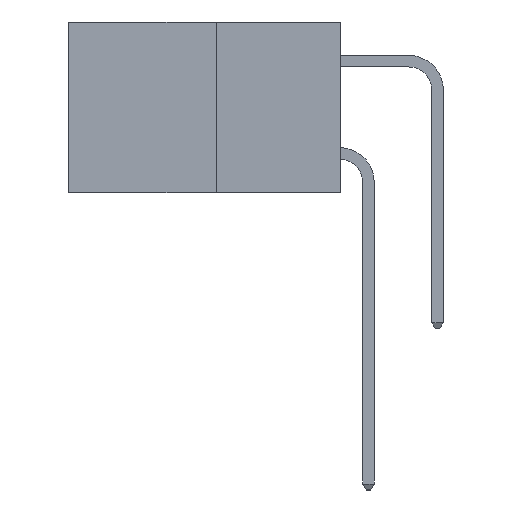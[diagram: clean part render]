
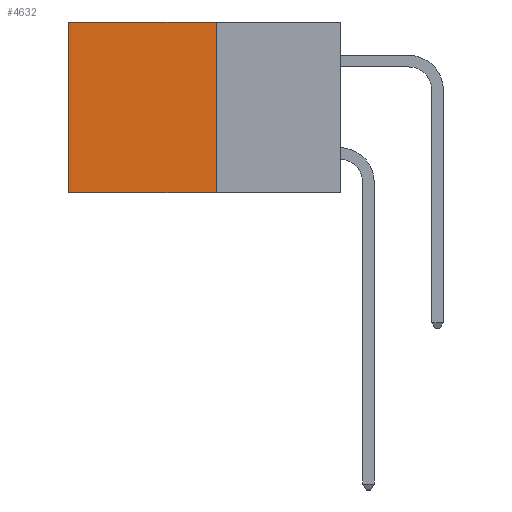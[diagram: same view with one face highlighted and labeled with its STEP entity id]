
A CAD part, left-side view. The second image highlights one B-rep face of the part: STEP entity #4632.
In plain terms, the highlighted planar face has unit normal (-1, 0, 0).
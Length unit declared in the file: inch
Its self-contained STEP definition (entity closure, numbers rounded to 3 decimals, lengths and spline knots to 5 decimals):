
#348 = DIRECTION ( 'NONE',  ( 0., 1., 0. ) ) ;
#600 = CARTESIAN_POINT ( 'NONE',  ( 0.277, 0.27, 0. ) ) ;
#823 = CARTESIAN_POINT ( 'NONE',  ( 0.277, 0.27, -0.37 ) ) ;
#891 = VERTEX_POINT ( 'NONE', #600 ) ;
#992 = EDGE_CURVE ( 'NONE', #2455, #3372, #4700, .T. ) ;
#1058 = DIRECTION ( 'NONE',  ( 0., 0., -1. ) ) ;
#1066 = DIRECTION ( 'NONE',  ( 1., 0., 0. ) ) ;
#1078 = CARTESIAN_POINT ( 'NONE',  ( 0.277, 0.27, -0.37 ) ) ;
#1246 = PLANE ( 'NONE',  #8793 ) ;
#1499 = ORIENTED_EDGE ( 'NONE', *, *, #7982, .F. ) ;
#2455 = VERTEX_POINT ( 'NONE', #4554 ) ;
#2500 = DIRECTION ( 'NONE',  ( 0., 1., 0. ) ) ;
#2713 = EDGE_LOOP ( 'NONE', ( #7586, #9605, #1499, #5796 ) ) ;
#2729 = EDGE_CURVE ( 'NONE', #891, #6533, #4953, .T. ) ;
#3372 = VERTEX_POINT ( 'NONE', #7602 ) ;
#4554 = CARTESIAN_POINT ( 'NONE',  ( 0.277, 0.27, -0.37 ) ) ;
#4632 = ADVANCED_FACE ( 'NONE', ( #9367 ), #1246, .F. ) ;
#4699 = VECTOR ( 'NONE', #348, 39.37008 ) ;
#4700 = LINE ( 'NONE', #823, #8569 ) ;
#4748 = VECTOR ( 'NONE', #10157, 39.37008 ) ;
#4953 = LINE ( 'NONE', #9632, #4699 ) ;
#5796 = ORIENTED_EDGE ( 'NONE', *, *, #2729, .T. ) ;
#5958 = DIRECTION ( 'NONE',  ( 0., 0., -1. ) ) ;
#5974 = VECTOR ( 'NONE', #5958, 39.37008 ) ;
#6533 = VERTEX_POINT ( 'NONE', #8812 ) ;
#6825 = LINE ( 'NONE', #7896, #4748 ) ;
#7586 = ORIENTED_EDGE ( 'NONE', *, *, #7651, .T. ) ;
#7602 = CARTESIAN_POINT ( 'NONE',  ( 0.277, 0.59, -0.37 ) ) ;
#7651 = EDGE_CURVE ( 'NONE', #6533, #3372, #6825, .T. ) ;
#7896 = CARTESIAN_POINT ( 'NONE',  ( 0.277, 0.59, -0.37 ) ) ;
#7982 = EDGE_CURVE ( 'NONE', #891, #2455, #10002, .T. ) ;
#8569 = VECTOR ( 'NONE', #2500, 39.37008 ) ;
#8793 = AXIS2_PLACEMENT_3D ( 'NONE', #1078, #1066, #1058 ) ;
#8812 = CARTESIAN_POINT ( 'NONE',  ( 0.277, 0.59, 0. ) ) ;
#8981 = CARTESIAN_POINT ( 'NONE',  ( 0.277, 0.27, -0.37 ) ) ;
#9367 = FACE_OUTER_BOUND ( 'NONE', #2713, .T. ) ;
#9605 = ORIENTED_EDGE ( 'NONE', *, *, #992, .F. ) ;
#9632 = CARTESIAN_POINT ( 'NONE',  ( 0.277, 0.27, 0. ) ) ;
#10002 = LINE ( 'NONE', #8981, #5974 ) ;
#10157 = DIRECTION ( 'NONE',  ( 0., 0., -1. ) ) ;
